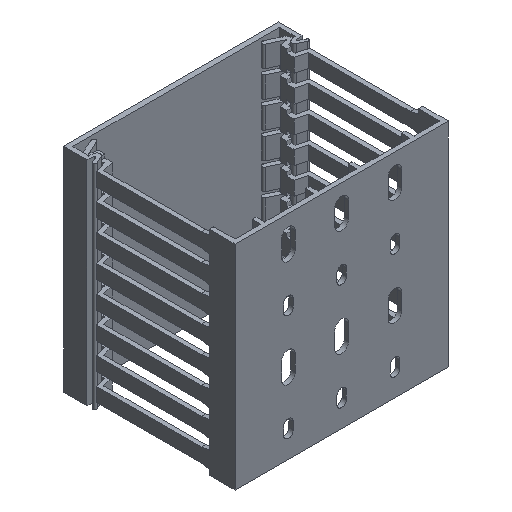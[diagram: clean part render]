
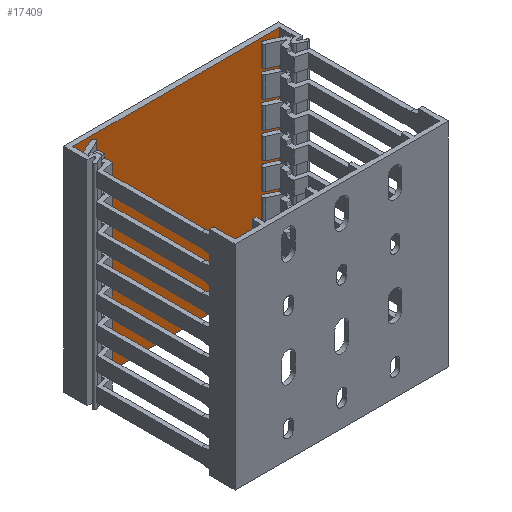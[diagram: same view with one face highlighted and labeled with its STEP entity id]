
A CAD part, isometric view. The second image highlights one B-rep face of the part: STEP entity #17409.
In plain terms, the highlighted planar face has unit normal (0, -1, 0).
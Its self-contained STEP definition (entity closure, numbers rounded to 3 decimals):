
#16994=DIRECTION('',(-1.,0.,0.));
#16995=VECTOR('',#16994,97.);
#16996=CARTESIAN_POINT('',(48.5,0.,-50.));
#16997=LINE('',#16996,#16995);
#16998=DIRECTION('',(0.,0.,1.));
#16999=VECTOR('',#16998,100.);
#17000=CARTESIAN_POINT('',(-48.5,0.,-50.));
#17001=LINE('',#17000,#16999);
#17002=DIRECTION('',(1.,0.,0.));
#17003=VECTOR('',#17002,97.);
#17004=CARTESIAN_POINT('',(-48.5,0.,50.));
#17005=LINE('',#17004,#17003);
#17018=DIRECTION('',(0.,0.,1.));
#17019=VECTOR('',#17018,100.);
#17020=CARTESIAN_POINT('',(48.5,0.,-50.));
#17021=LINE('',#17020,#17019);
#17112=CARTESIAN_POINT('',(48.5,0.,-50.));
#17113=CARTESIAN_POINT('',(48.5,0.,50.));
#17114=VERTEX_POINT('',#17112);
#17115=VERTEX_POINT('',#17113);
#17116=CARTESIAN_POINT('',(-48.5,0.,-50.));
#17117=CARTESIAN_POINT('',(-48.5,0.,50.));
#17118=VERTEX_POINT('',#17116);
#17119=VERTEX_POINT('',#17117);
#17397=CARTESIAN_POINT('',(-48.5,0.,-50.));
#17398=DIRECTION('',(0.,-1.,0.));
#17399=DIRECTION('',(1.,0.,0.));
#17400=AXIS2_PLACEMENT_3D('',#17397,#17398,#17399);
#17401=PLANE('',#17400);
#17402=ORIENTED_EDGE('',*,*,#17173,.T.);
#17403=ORIENTED_EDGE('',*,*,#17392,.T.);
#17404=ORIENTED_EDGE('',*,*,#17229,.T.);
#17406=ORIENTED_EDGE('',*,*,#17405,.F.);
#17407=EDGE_LOOP('',(#17402,#17403,#17404,#17406));
#17408=FACE_OUTER_BOUND('',#17407,.F.);
#17173=EDGE_CURVE('',#17114,#17118,#16997,.T.);
#17229=EDGE_CURVE('',#17119,#17115,#17005,.T.);
#17392=EDGE_CURVE('',#17118,#17119,#17001,.T.);
#17405=EDGE_CURVE('',#17114,#17115,#17021,.T.);
#17409=ADVANCED_FACE('',(#17408),#17401,.T.);
